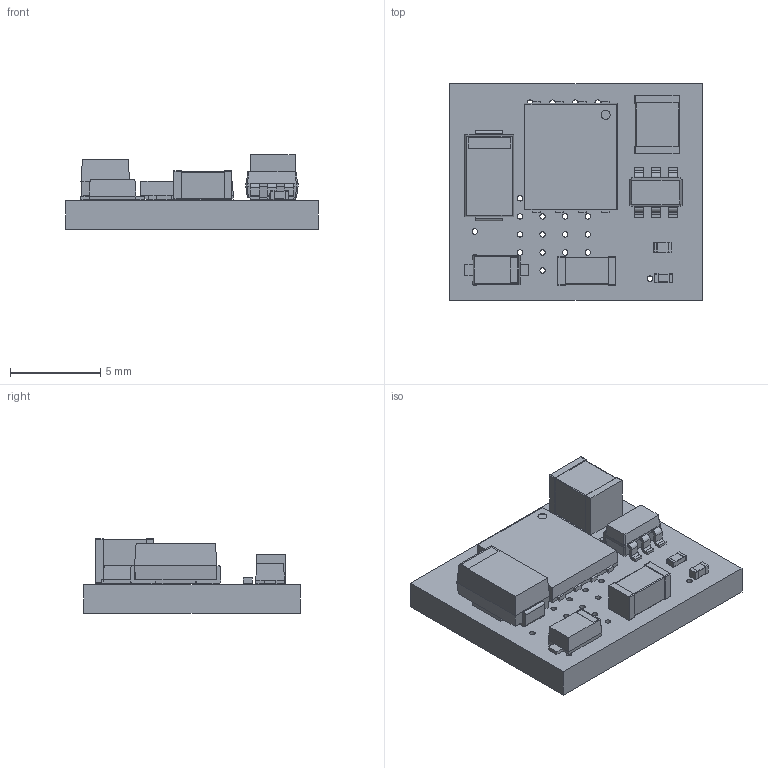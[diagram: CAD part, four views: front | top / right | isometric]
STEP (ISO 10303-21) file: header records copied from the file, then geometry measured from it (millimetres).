
FILE_DESCRIPTION(('KiCad electronic assembly'),'2;1');
FILE_NAME('Ideale_Diode_Mini.stp','2018-03-06T16:38:38',('An Author'),( 'A Company'),'Open CASCADE STEP processor 6.8', 'KiCad to STEP converter','Unknown');
FILE_SCHEMA(('AUTOMOTIVE_DESIGN_CC2 { 1 2 10303 214 -1 1 5 4 }'));
Length unit declared in the file: millimetre
Products named in the file (18): Open CASCADE STEP translator 6.8 1; C_1206_3216Metric; SOLID; D_SMA; SOT-23-6; TDSON-8-1; R_0402_1005Metric; C_0402_1005Metric; C_1210_3225Metric; D_SOD-123F; COMPOUND
Assembly tree (17 placements, depth 3):
  Open CASCADE STEP translator 6.8 1
    C_1206_3216Metric
      SOLID
    D_SMA
      SOLID
    SOT-23-6
      SOLID
    TDSON-8-1
      SOLID
    R_0402_1005Metric
      SOLID
    C_0402_1005Metric
      SOLID
    C_1210_3225Metric
      SOLID
    D_SOD-123F
      SOLID
    COMPOUND
Bounding box: 14 x 12 x 4.15 mm (x, y, z)
Volume: 358.3 mm3; surface area: 752.5 mm2
Topology: 9 solids, 9 shells, 428 faces, 1111 edges, 710 vertices
Faces by surface type: plane 241, cylinder 121, bspline 66
Full cylindrical faces by diameter (mm): 0.3 x48, 0.5 x1
Entity records: 41504 total; most frequent: CARTESIAN_POINT 17429, DIRECTION 3546, LINE 2229, VECTOR 2229, ORIENTED_EDGE 2222, PCURVE 2222, DEFINITIONAL_REPRESENTATION 2222, EDGE_CURVE 1111
